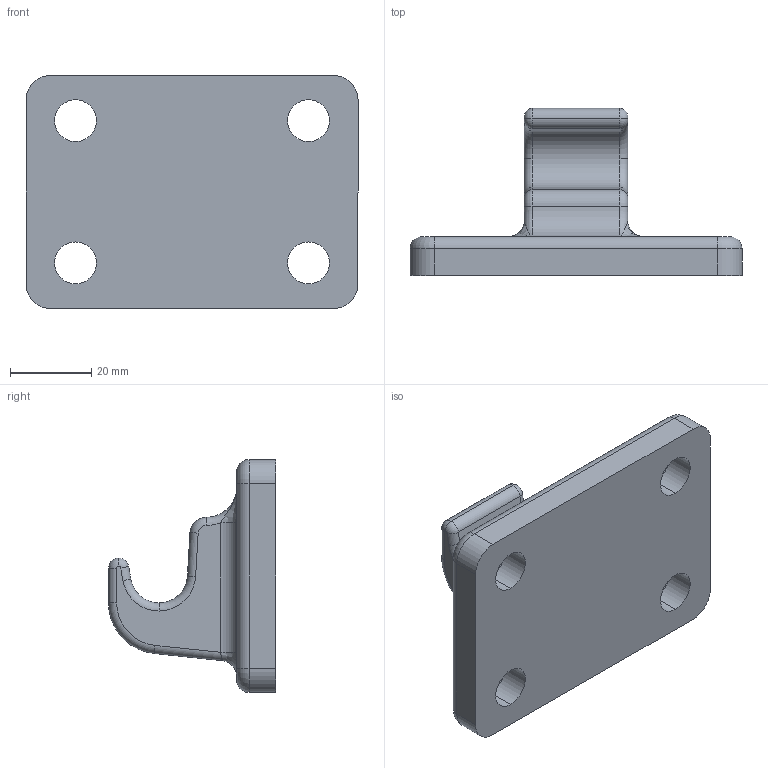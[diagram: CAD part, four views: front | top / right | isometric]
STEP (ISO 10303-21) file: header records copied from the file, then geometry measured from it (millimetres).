
FILE_DESCRIPTION (( 'STEP AP214' ), '1' );
FILE_NAME ('GH-40370-LPSS.STEP', '2020-07-07T00:53:39', ( 'LinWei' ), ( '' ), 'SwSTEP 2.0', 'SolidWorks 2016', '' );
FILE_SCHEMA (( 'AUTOMOTIVE_DESIGN' ));
Length unit declared in the file: millimetre
Products named in the file (1): GH-40370-LPSS
Bounding box: 81.5 x 41 x 57.2 mm (x, y, z)
Volume: 57429.8 mm3; surface area: 14906.1 mm2
Topology: 1 solids, 1 shells, 79 faces, 184 edges, 110 vertices
Faces by surface type: cylinder 41, torus 18, plane 16, bspline 4
Entity records: 2516 total; most frequent: CARTESIAN_POINT 624, DIRECTION 432, ORIENTED_EDGE 364, EDGE_CURVE 182, AXIS2_PLACEMENT_3D 182, VERTEX_POINT 110, CIRCLE 106, EDGE_LOOP 92
